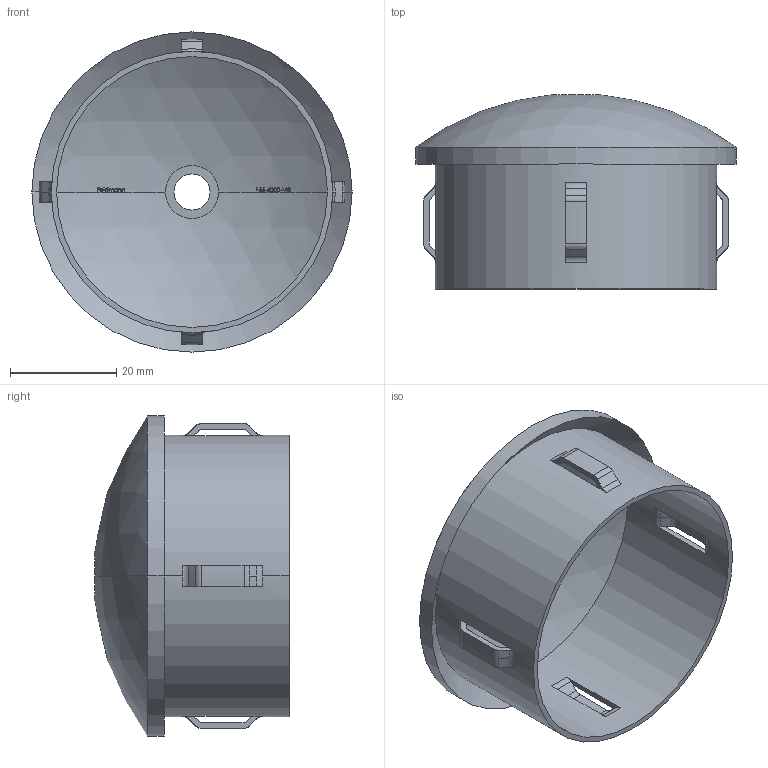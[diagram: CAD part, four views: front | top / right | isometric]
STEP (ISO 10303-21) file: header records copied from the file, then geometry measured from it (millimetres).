
FILE_DESCRIPTION (( 'STEP AP203' ), '1' );
FILE_NAME ('166-6000-M8.step', '2019-09-13T12:01:45', ( '' ), ( '' ), 'SwSTEP 2.0', 'SolidWorks 2015', '' );
FILE_SCHEMA (( 'CONFIG_CONTROL_DESIGN' ));
Length unit declared in the file: millimetre
Products named in the file (1): 166-6000-M8
Bounding box: 60.3 x 36.61 x 60.3 mm (x, y, z)
Volume: 12382.9 mm3; surface area: 16026.9 mm2
Topology: 1 solids, 1 shells, 363 faces, 1012 edges, 652 vertices
Faces by surface type: bspline 119, plane 108, sphere 54, torus 40, cone 22, cylinder 20
Entity records: 17017 total; most frequent: CARTESIAN_POINT 8424, ORIENTED_EDGE 2024, DIRECTION 1455, EDGE_CURVE 1012, VERTEX_POINT 652, AXIS2_PLACEMENT_3D 588, B_SPLINE_CURVE_WITH_KNOTS 390, EDGE_LOOP 382
